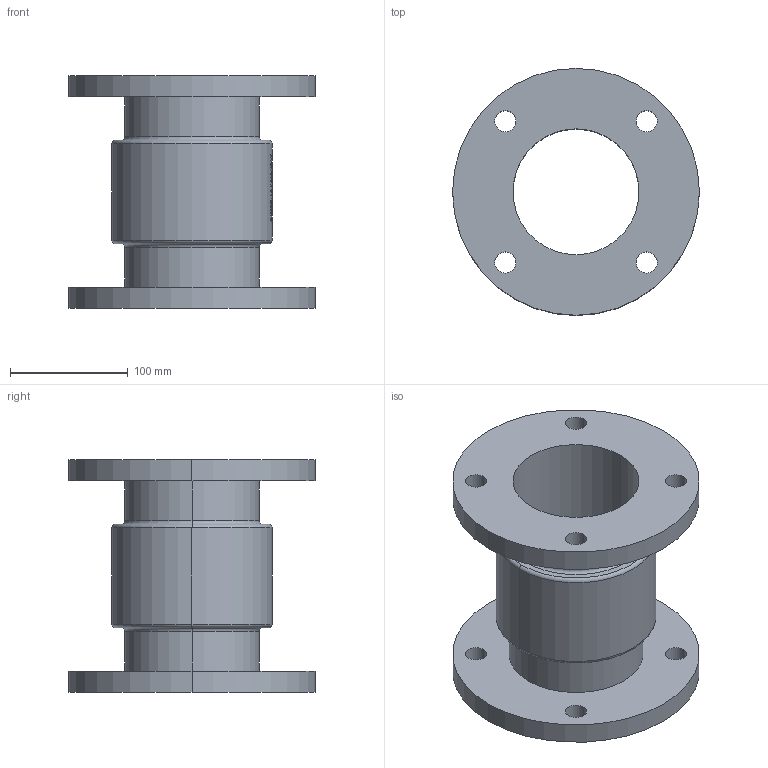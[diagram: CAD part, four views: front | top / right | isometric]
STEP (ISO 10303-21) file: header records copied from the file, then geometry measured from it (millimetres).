
FILE_DESCRIPTION (( 'STEP AP214' ), '1' );
FILE_NAME ('7120000_DN100_PN06_51420213.STEP', '2022-02-17T09:55:32', ( 'axxx' ), ( 'Hewlett-Packard Company' ), 'SwSTEP 2.0', 'SolidWorks 2019', '' );
FILE_SCHEMA (( 'AUTOMOTIVE_DESIGN' ));
Length unit declared in the file: millimetre
Products named in the file (1): 7120000_DN100_PN06_51420213
Bounding box: 210 x 210 x 198 mm (x, y, z)
Volume: 1468699.4 mm3; surface area: 268463.1 mm2
Topology: 1 solids, 1 shells, 531 faces, 1429 edges, 950 vertices
Faces by surface type: plane 240, bspline 223, cylinder 60, torus 8
Entity records: 29707 total; most frequent: CARTESIAN_POINT 17924, ORIENTED_EDGE 2858, DIRECTION 1661, EDGE_CURVE 1429, VERTEX_POINT 950, VECTOR 753, LINE 753, EDGE_LOOP 599
